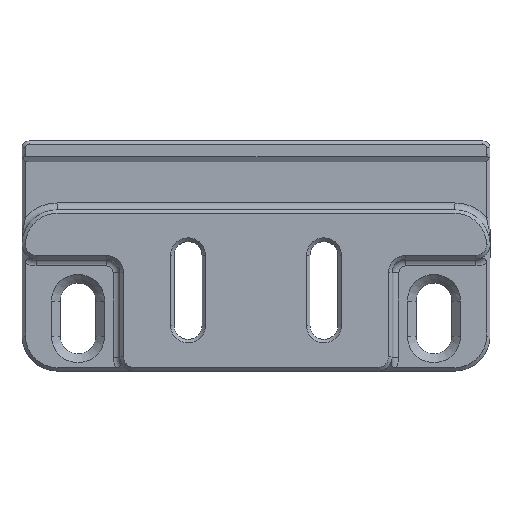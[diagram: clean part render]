
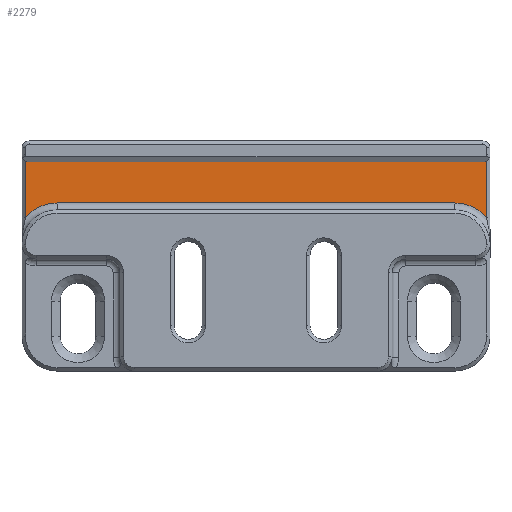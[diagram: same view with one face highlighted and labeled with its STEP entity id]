
A CAD part, top view. The second image highlights one B-rep face of the part: STEP entity #2279.
In plain terms, the highlighted planar face has unit normal (0, 0, 1).
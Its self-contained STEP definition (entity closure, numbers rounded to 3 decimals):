
#94 = FACE_OUTER_BOUND ( 'NONE', #1206, .T. ) ;
#103 = ORIENTED_EDGE ( 'NONE', *, *, #1174, .T. ) ;
#159 = DIRECTION ( 'NONE',  ( 0., 1., 0. ) ) ;
#261 = VERTEX_POINT ( 'NONE', #3405 ) ;
#327 = CARTESIAN_POINT ( 'NONE',  ( -7., 20.85, 2. ) ) ;
#382 = LINE ( 'NONE', #2841, #3017 ) ;
#412 = AXIS2_PLACEMENT_3D ( 'NONE', #2087, #3643, #782 ) ;
#435 = EDGE_CURVE ( 'NONE', #2194, #3669, #3557, .T. ) ;
#473 = CARTESIAN_POINT ( 'NONE',  ( -7., 19.85, 2. ) ) ;
#480 = ORIENTED_EDGE ( 'NONE', *, *, #3449, .T. ) ;
#486 = CARTESIAN_POINT ( 'NONE',  ( -3., 14., 2. ) ) ;
#619 = VERTEX_POINT ( 'NONE', #486 ) ;
#621 = CARTESIAN_POINT ( 'NONE',  ( 0., 19.85, 2. ) ) ;
#644 = ORIENTED_EDGE ( 'NONE', *, *, #2535, .T. ) ;
#704 = CARTESIAN_POINT ( 'NONE',  ( -7.5, 11.969, 2. ) ) ;
#705 = VERTEX_POINT ( 'NONE', #4072 ) ;
#782 = DIRECTION ( 'NONE',  ( 1., 0., 0. ) ) ;
#1048 = CARTESIAN_POINT ( 'NONE',  ( 58.3, 11.969, 2. ) ) ;
#1174 = EDGE_CURVE ( 'NONE', #2194, #705, #2150, .T. ) ;
#1206 = EDGE_LOOP ( 'NONE', ( #3496, #1902, #480, #3463, #103, #2361, #1916, #644 ) ) ;
#1271 = VERTEX_POINT ( 'NONE', #1048 ) ;
#1273 = CIRCLE ( 'NONE', #3061, 6. ) ;
#1346 = VECTOR ( 'NONE', #1646, 1000. ) ;
#1357 = PLANE ( 'NONE',  #1732 ) ;
#1409 = CARTESIAN_POINT ( 'NONE',  ( 53.8, 8., 2. ) ) ;
#1425 = LINE ( 'NONE', #1705, #2740 ) ;
#1492 = DIRECTION ( 'NONE',  ( 1., 0., 0. ) ) ;
#1505 = CIRCLE ( 'NONE', #3641, 6. ) ;
#1599 = CARTESIAN_POINT ( 'NONE',  ( -3., 8., 2. ) ) ;
#1616 = CARTESIAN_POINT ( 'NONE',  ( 53.8, 14., 2. ) ) ;
#1646 = DIRECTION ( 'NONE',  ( 1., 0., 0. ) ) ;
#1691 = LINE ( 'NONE', #2253, #2310 ) ;
#1705 = CARTESIAN_POINT ( 'NONE',  ( 58.3, 20.85, 2. ) ) ;
#1732 = AXIS2_PLACEMENT_3D ( 'NONE', #2988, #2812, #1492 ) ;
#1902 = ORIENTED_EDGE ( 'NONE', *, *, #3431, .T. ) ;
#1916 = ORIENTED_EDGE ( 'NONE', *, *, #2918, .T. ) ;
#1948 = DIRECTION ( 'NONE',  ( 1., 0., 0. ) ) ;
#2044 = VERTEX_POINT ( 'NONE', #1616 ) ;
#2087 = CARTESIAN_POINT ( 'NONE',  ( 57.8, 20.85, 2. ) ) ;
#2150 = CIRCLE ( 'NONE', #2832, 1. ) ;
#2194 = VERTEX_POINT ( 'NONE', #473 ) ;
#2250 = DIRECTION ( 'NONE',  ( 1., 0., 0. ) ) ;
#2253 = CARTESIAN_POINT ( 'NONE',  ( -7.5, 0., 2. ) ) ;
#2262 = EDGE_CURVE ( 'NONE', #2044, #1271, #1273, .T. ) ;
#2279 = ADVANCED_FACE ( 'NONE', ( #94 ), #1357, .T. ) ;
#2310 = VECTOR ( 'NONE', #3384, 1000. ) ;
#2361 = ORIENTED_EDGE ( 'NONE', *, *, #3079, .T. ) ;
#2535 = EDGE_CURVE ( 'NONE', #619, #2044, #382, .T. ) ;
#2658 = DIRECTION ( 'NONE',  ( 0., 0., -1. ) ) ;
#2680 = VERTEX_POINT ( 'NONE', #704 ) ;
#2692 = DIRECTION ( 'NONE',  ( 1., 0., 0. ) ) ;
#2740 = VECTOR ( 'NONE', #159, 1000. ) ;
#2812 = DIRECTION ( 'NONE',  ( 0., 0., 1. ) ) ;
#2832 = AXIS2_PLACEMENT_3D ( 'NONE', #327, #3576, #1948 ) ;
#2841 = CARTESIAN_POINT ( 'NONE',  ( 53.8, 14., 2. ) ) ;
#2876 = DIRECTION ( 'NONE',  ( 1., 0., 0. ) ) ;
#2918 = EDGE_CURVE ( 'NONE', #2680, #619, #1505, .T. ) ;
#2988 = CARTESIAN_POINT ( 'NONE',  ( 0., 0., 2. ) ) ;
#3017 = VECTOR ( 'NONE', #2250, 1000. ) ;
#3061 = AXIS2_PLACEMENT_3D ( 'NONE', #1409, #2658, #2692 ) ;
#3079 = EDGE_CURVE ( 'NONE', #705, #2680, #1691, .T. ) ;
#3182 = DIRECTION ( 'NONE',  ( 0., 0., -1. ) ) ;
#3384 = DIRECTION ( 'NONE',  ( 0., -1., 0. ) ) ;
#3405 = CARTESIAN_POINT ( 'NONE',  ( 58.3, 19.984, 2. ) ) ;
#3431 = EDGE_CURVE ( 'NONE', #1271, #261, #1425, .T. ) ;
#3449 = EDGE_CURVE ( 'NONE', #261, #3669, #4075, .T. ) ;
#3463 = ORIENTED_EDGE ( 'NONE', *, *, #435, .F. ) ;
#3493 = CARTESIAN_POINT ( 'NONE',  ( 57.8, 19.85, 2. ) ) ;
#3496 = ORIENTED_EDGE ( 'NONE', *, *, #2262, .T. ) ;
#3557 = LINE ( 'NONE', #621, #1346 ) ;
#3576 = DIRECTION ( 'NONE',  ( 0., 0., -1. ) ) ;
#3641 = AXIS2_PLACEMENT_3D ( 'NONE', #1599, #3182, #2876 ) ;
#3643 = DIRECTION ( 'NONE',  ( 0., 0., -1. ) ) ;
#3669 = VERTEX_POINT ( 'NONE', #3493 ) ;
#4072 = CARTESIAN_POINT ( 'NONE',  ( -7.5, 19.984, 2. ) ) ;
#4075 = CIRCLE ( 'NONE', #412, 1. ) ;
